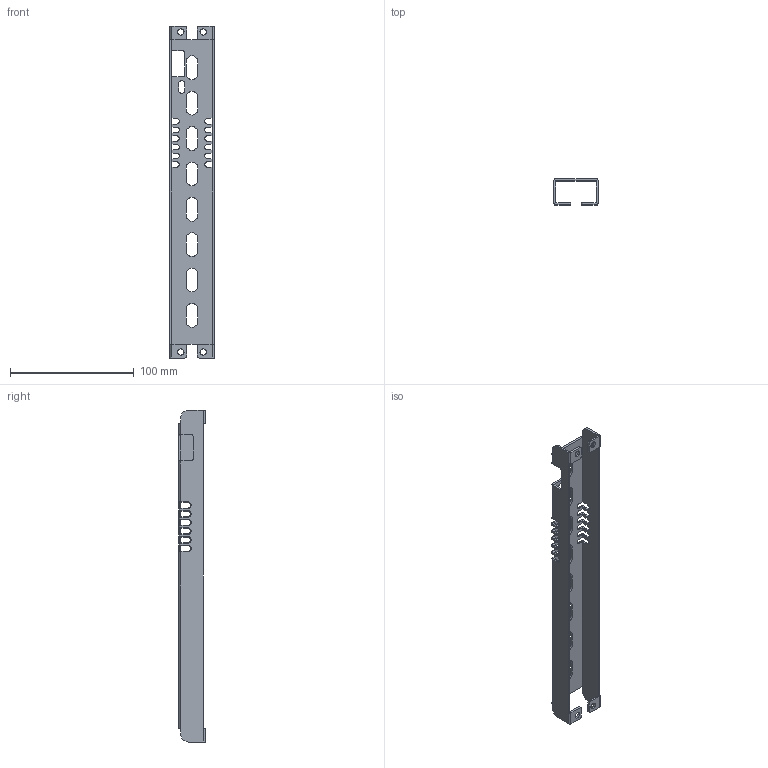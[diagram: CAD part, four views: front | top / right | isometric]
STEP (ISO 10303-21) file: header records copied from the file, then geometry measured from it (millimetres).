
FILE_DESCRIPTION((''),'2;1');
FILE_NAME('141836_SW','2008-08-15T',('banengservice'),('BANNER ENGINEERING'),'PRO/ENGINEER BY PARAMETRIC TECHNOLOGY CORPORATION, 2006170','PRO/ENGINEER BY PARAMETRIC TECHNOLOGY CORPORATION, 2006170','');
FILE_SCHEMA(('CONFIG_CONTROL_DESIGN'));
Length unit declared in the file: inch
Products named in the file (1): 141836_SW
Bounding box: 35.66 x 21.18 x 268.22 mm (x, y, z)
Volume: 25417.2 mm3; surface area: 35057.1 mm2
Topology: 1 solids, 1 shells, 261 faces, 747 edges, 462 vertices
Faces by surface type: plane 128, cylinder 85, cone 48
Entity records: 8559 total; most frequent: ORIENTED_EDGE 1494, DIRECTION 1487, CARTESIAN_POINT 1470, EDGE_CURVE 747, VECTOR 529, LINE 529, AXIS2_PLACEMENT_3D 479, VERTEX_POINT 462
